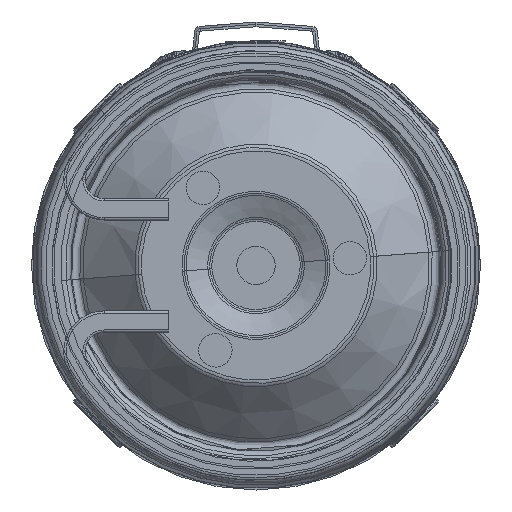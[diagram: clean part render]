
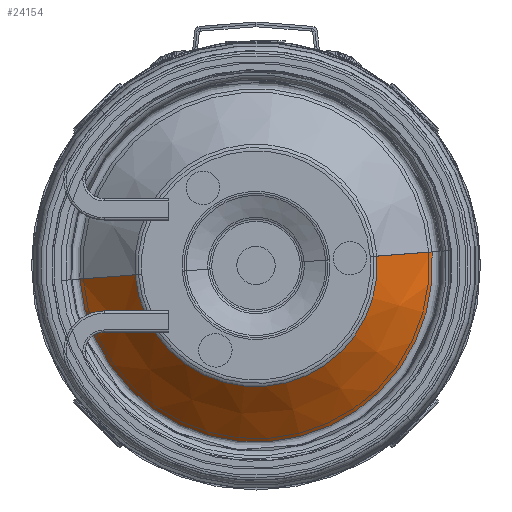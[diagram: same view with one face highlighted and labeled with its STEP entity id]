
A CAD part, front view. The second image highlights one B-rep face of the part: STEP entity #24154.
In plain terms, the highlighted conical face has half-angle 46.546 degrees and reference radius 25.375 mm.
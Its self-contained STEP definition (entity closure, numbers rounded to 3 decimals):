
#470 = CARTESIAN_POINT ( 'NONE',  ( 0., 11.526, 36.962 ) ) ;
#804 = EDGE_CURVE ( 'NONE', #22809, #34458, #16041, .T. ) ;
#1715 = CARTESIAN_POINT ( 'NONE',  ( 0., 11.526, 0. ) ) ;
#2110 = DIRECTION ( 'NONE',  ( 0., 0., 1. ) ) ;
#4532 = CARTESIAN_POINT ( 'NONE',  ( 0., 0.548, 25.376 ) ) ;
#4936 = DIRECTION ( 'NONE',  ( 0., 1., 0. ) ) ;
#6538 = CIRCLE ( 'NONE', #21206, 36.962 ) ;
#6660 = EDGE_LOOP ( 'NONE', ( #32842, #36999, #14165, #18363 ) ) ;
#7686 = LINE ( 'NONE', #4532, #39195 ) ;
#8054 = VECTOR ( 'NONE', #40590, 1000. ) ;
#10691 = EDGE_CURVE ( 'NONE', #34458, #27705, #6538, .T. ) ;
#14165 = ORIENTED_EDGE ( 'NONE', *, *, #35290, .T. ) ;
#14388 = FACE_OUTER_BOUND ( 'NONE', #6660, .T. ) ;
#16041 = LINE ( 'NONE', #41205, #8054 ) ;
#16191 = DIRECTION ( 'NONE',  ( 0., 1., 0. ) ) ;
#16798 = DIRECTION ( 'NONE',  ( 0., 0.688, 0.726 ) ) ;
#18363 = ORIENTED_EDGE ( 'NONE', *, *, #10691, .F. ) ;
#21206 = AXIS2_PLACEMENT_3D ( 'NONE', #1715, #27275, #2110 ) ;
#21540 = CONICAL_SURFACE ( 'NONE', #31613, 25.376, 0.812 ) ;
#22500 = CARTESIAN_POINT ( 'NONE',  ( 0., 0.548, 0. ) ) ;
#22809 = VERTEX_POINT ( 'NONE', #30208 ) ;
#24154 = ADVANCED_FACE ( 'NONE', ( #14388 ), #21540, .T. ) ;
#26749 = DIRECTION ( 'NONE',  ( 0., 0., 1. ) ) ;
#27275 = DIRECTION ( 'NONE',  ( 0., 1., 0. ) ) ;
#27382 = CARTESIAN_POINT ( 'NONE',  ( 0., 0.548, 0. ) ) ;
#27705 = VERTEX_POINT ( 'NONE', #470 ) ;
#30208 = CARTESIAN_POINT ( 'NONE',  ( 0., 0.548, -25.376 ) ) ;
#31613 = AXIS2_PLACEMENT_3D ( 'NONE', #27382, #4936, #26749 ) ;
#32842 = ORIENTED_EDGE ( 'NONE', *, *, #804, .F. ) ;
#34181 = AXIS2_PLACEMENT_3D ( 'NONE', #22500, #16191, #41358 ) ;
#34458 = VERTEX_POINT ( 'NONE', #34885 ) ;
#34579 = CARTESIAN_POINT ( 'NONE',  ( 0., 0.548, 25.376 ) ) ;
#34885 = CARTESIAN_POINT ( 'NONE',  ( 0., 11.526, -36.962 ) ) ;
#35290 = EDGE_CURVE ( 'NONE', #37897, #27705, #7686, .T. ) ;
#36999 = ORIENTED_EDGE ( 'NONE', *, *, #40340, .T. ) ;
#37897 = VERTEX_POINT ( 'NONE', #34579 ) ;
#39195 = VECTOR ( 'NONE', #16798, 1000. ) ;
#40340 = EDGE_CURVE ( 'NONE', #22809, #37897, #40866, .T. ) ;
#40590 = DIRECTION ( 'NONE',  ( 0., 0.688, -0.726 ) ) ;
#40866 = CIRCLE ( 'NONE', #34181, 25.376 ) ;
#41205 = CARTESIAN_POINT ( 'NONE',  ( 0., 0.548, -25.376 ) ) ;
#41358 = DIRECTION ( 'NONE',  ( 0., 0., 1. ) ) ;
